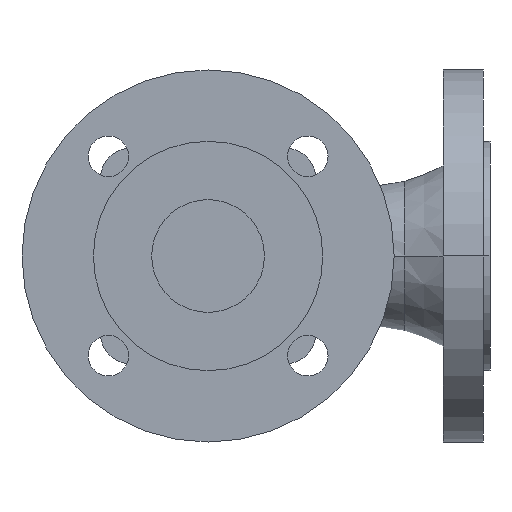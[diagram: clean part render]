
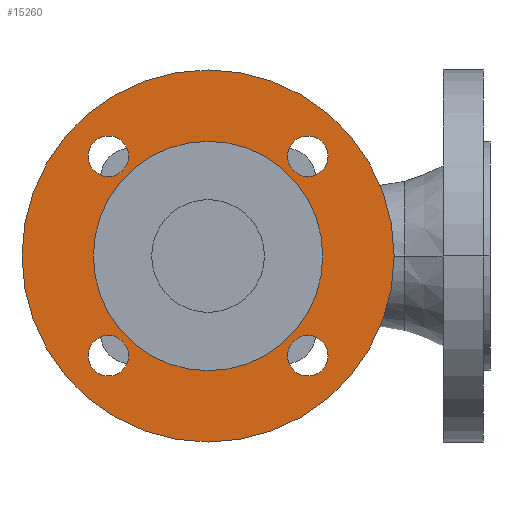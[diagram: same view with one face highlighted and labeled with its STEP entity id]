
A CAD part, front view. The second image highlights one B-rep face of the part: STEP entity #15260.
In plain terms, the highlighted planar face has unit normal (0, -1, 0).
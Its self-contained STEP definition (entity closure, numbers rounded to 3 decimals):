
#2710=CARTESIAN_POINT('',(-50.85,3.,0.));
#2720=VERTEX_POINT('',#2710);
#2880=CARTESIAN_POINT('',(50.85,3.,0.));
#2890=VERTEX_POINT('',#2880);
#2920=CARTESIAN_POINT('',(0.,3.,0.));
#2930=DIRECTION('',(0.,-1.,-0.));
#2940=DIRECTION('',(-1.,0.,0.));
#2950=AXIS2_PLACEMENT_3D('',#2920,#2930,#2940);
#2960=CIRCLE('',#2950,50.85);
#2970=EDGE_CURVE('',#2720,#2890,#2960,.T.);
#3110=CARTESIAN_POINT('',(82.5,3.,0.));
#3120=VERTEX_POINT('',#3110);
#3300=CARTESIAN_POINT('',(-82.5,3.,0.));
#3310=VERTEX_POINT('',#3300);
#3340=CARTESIAN_POINT('',(0.,3.,0.));
#3350=DIRECTION('',(0.,-1.,-0.));
#3360=DIRECTION('',(-1.,0.,0.));
#3370=AXIS2_PLACEMENT_3D('',#3340,#3350,#3360);
#3380=CIRCLE('',#3370,82.5);
#3390=EDGE_CURVE('',#3310,#3120,#3380,.T.);
#11660=CARTESIAN_POINT('',(53.194,3.,-44.194));
#11670=VERTEX_POINT('',#11660);
#11700=CARTESIAN_POINT('',(44.194,3.,-44.194));
#11710=DIRECTION('',(-0.,1.,0.));
#11720=DIRECTION('',(1.,0.,0.));
#11730=AXIS2_PLACEMENT_3D('',#11700,#11710,#11720);
#11740=CIRCLE('',#11730,9.);
#11750=CARTESIAN_POINT('',(35.194,3.,-44.194));
#11760=VERTEX_POINT('',#11750);
#11770=EDGE_CURVE('',#11670,#11760,#11740,.T.);
#12080=CARTESIAN_POINT('',(53.194,3.,44.194));
#12090=VERTEX_POINT('',#12080);
#12120=CARTESIAN_POINT('',(44.194,3.,44.194));
#12130=DIRECTION('',(-0.,1.,0.));
#12140=DIRECTION('',(1.,0.,0.));
#12150=AXIS2_PLACEMENT_3D('',#12120,#12130,#12140);
#12160=CIRCLE('',#12150,9.);
#12170=CARTESIAN_POINT('',(35.194,3.,44.194));
#12180=VERTEX_POINT('',#12170);
#12190=EDGE_CURVE('',#12090,#12180,#12160,.T.);
#12500=CARTESIAN_POINT('',(-35.194,3.,44.194));
#12510=VERTEX_POINT('',#12500);
#12540=CARTESIAN_POINT('',(-44.194,3.,44.194));
#12550=DIRECTION('',(-0.,1.,0.));
#12560=DIRECTION('',(1.,0.,0.));
#12570=AXIS2_PLACEMENT_3D('',#12540,#12550,#12560);
#12580=CIRCLE('',#12570,9.);
#12590=CARTESIAN_POINT('',(-53.194,3.,44.194));
#12600=VERTEX_POINT('',#12590);
#12610=EDGE_CURVE('',#12510,#12600,#12580,.T.);
#12920=CARTESIAN_POINT('',(-53.194,3.,-44.194));
#12930=VERTEX_POINT('',#12920);
#12960=CARTESIAN_POINT('',(-44.194,3.,-44.194));
#12970=DIRECTION('',(-0.,1.,0.));
#12980=DIRECTION('',(1.,0.,0.));
#12990=AXIS2_PLACEMENT_3D('',#12960,#12970,#12980);
#13000=CIRCLE('',#12990,9.);
#13010=CARTESIAN_POINT('',(-35.194,3.,-44.194));
#13020=VERTEX_POINT('',#13010);
#13030=EDGE_CURVE('',#12930,#13020,#13000,.T.);
#14910=CARTESIAN_POINT('',(-66.675,3.,0.));
#14920=DIRECTION('',(0.,-1.,-0.));
#14930=DIRECTION('',(-1.,0.,0.));
#14940=AXIS2_PLACEMENT_3D('',#14910,#14920,#14930);
#14950=PLANE('',#14940);
#14960=ORIENTED_EDGE('',*,*,#13030,.T.);
#14970=EDGE_CURVE('',#13020,#12930,#13000,.T.);
#14980=ORIENTED_EDGE('',*,*,#14970,.T.);
#14990=EDGE_LOOP('',(#14980,#14960));
#15000=FACE_BOUND('',#14990,.T.);
#15010=EDGE_CURVE('',#12600,#12510,#12580,.T.);
#15020=ORIENTED_EDGE('',*,*,#15010,.T.);
#15030=ORIENTED_EDGE('',*,*,#12610,.T.);
#15040=EDGE_LOOP('',(#15030,#15020));
#15050=FACE_BOUND('',#15040,.T.);
#15060=EDGE_CURVE('',#12180,#12090,#12160,.T.);
#15070=ORIENTED_EDGE('',*,*,#15060,.T.);
#15080=ORIENTED_EDGE('',*,*,#12190,.T.);
#15090=EDGE_LOOP('',(#15080,#15070));
#15100=FACE_BOUND('',#15090,.T.);
#15110=ORIENTED_EDGE('',*,*,#11770,.T.);
#15120=EDGE_CURVE('',#11760,#11670,#11740,.T.);
#15130=ORIENTED_EDGE('',*,*,#15120,.T.);
#15140=EDGE_LOOP('',(#15130,#15110));
#15150=FACE_BOUND('',#15140,.T.);
#15160=EDGE_CURVE('',#2890,#2720,#2960,.T.);
#15170=ORIENTED_EDGE('',*,*,#15160,.F.);
#15180=ORIENTED_EDGE('',*,*,#2970,.F.);
#15190=EDGE_LOOP('',(#15180,#15170));
#15200=FACE_BOUND('',#15190,.T.);
#15210=EDGE_CURVE('',#3120,#3310,#3380,.T.);
#15220=ORIENTED_EDGE('',*,*,#15210,.T.);
#15230=ORIENTED_EDGE('',*,*,#3390,.T.);
#15240=EDGE_LOOP('',(#15230,#15220));
#15250=FACE_OUTER_BOUND('',#15240,.T.);
#15260=ADVANCED_FACE('',(#15000,#15050,#15100,#15150,#15200,#15250),
#14950,.T.);
